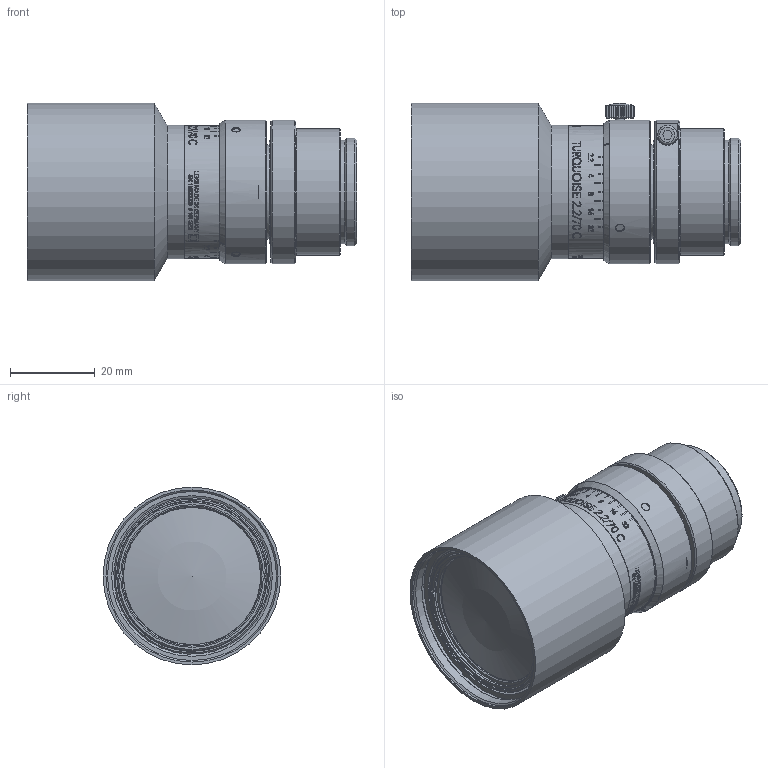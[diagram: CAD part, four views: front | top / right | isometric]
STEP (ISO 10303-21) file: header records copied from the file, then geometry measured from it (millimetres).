
FILE_DESCRIPTION(/* description */ (''),/* implementation_level */ '2;1');
FILE_NAME(/* name */ '1014593_00165299_001.stp',/* time_stamp */ '2021-10-08T09:56:06+02:00',/* author */ (''),/* organization */ (''),/* preprocessor_version */ 'ST-DEVELOPER v16',/* originating_system */ 'SIEMENS PLM Software NX 10.0',/* authorisation */ '');
FILE_SCHEMA (('AP203_CONFIGURATION_CONTROLLED_3D_DESIGN_OF_MECHANICAL_PARTS_AND_ASSEMBLIES_MIM_LF { 1 0 10303 403 2 1 2}'));
Length unit declared in the file: millimetre
Products named in the file (1): Froe2B841541n91v
Bounding box: 77.8 x 42 x 42 mm (x, y, z)
Volume: 65893.3 mm3; surface area: 25236.8 mm2
Topology: 1 solids, 11 shells, 615 faces, 2046 edges, 1585 vertices
Faces by surface type: plane 275, cylinder 266, cone 62, torus 9, sphere 3
Full cylindrical faces by diameter (mm): 1.1 x1, 1.7 x3, 1.9 x3, 2 x1, 2.05 x3, 2.5 x1, 2.7 x3, 13.5 x1, 16 x1, 17.2 x1, 19.5 x1, 20 x1, 22.3 x1, 23 x2, 23.2 x1, 23.9 x1, 24 x1, 24.4 x1, 24.6 x2, 25.4 x1, 29.76 x1, 30 x2, 30.6 x1, 31.3 x2, 31.5 x1, 32 x1, 32.5 x1, 34 x1, 34.5 x1, 35.6 x1
Entity records: 25328 total; most frequent: CARTESIAN_POINT 8788, ORIENTED_EDGE 3809, DIRECTION 2673, EDGE_CURVE 1928, VERTEX_POINT 1554, AXIS2_PLACEMENT_3D 1071, B_SPLINE_CURVE_WITH_KNOTS 904, EDGE_LOOP 865
